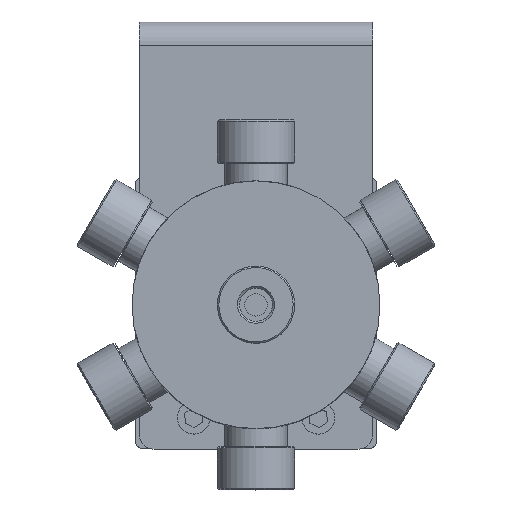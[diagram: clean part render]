
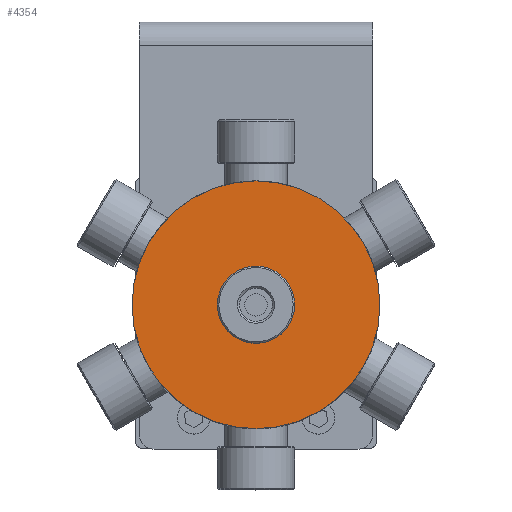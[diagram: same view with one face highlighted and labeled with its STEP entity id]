
A CAD part, top view. The second image highlights one B-rep face of the part: STEP entity #4354.
In plain terms, the highlighted planar face has unit normal (0, 0, 1).
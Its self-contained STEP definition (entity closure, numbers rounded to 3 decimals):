
#4139=CARTESIAN_POINT('',(20.955,-4.318,112.358));
#4140=VERTEX_POINT('',#4139);
#4141=CARTESIAN_POINT('',(20.955,20.955,112.358));
#4142=DIRECTION('',(0.0,0.0,-1.0));
#4143=DIRECTION('',(0.0,1.0,0.0));
#4144=AXIS2_PLACEMENT_3D('',#4141,#4142,#4143);
#4145=CIRCLE('',#4144,25.273);
#4146=EDGE_CURVE('',#4140,#4140,#4145,.T.);
#4335=CARTESIAN_POINT('',(20.955,20.955,112.358));
#4336=DIRECTION('',(0.0,0.0,-1.0));
#4337=DIRECTION('',(0.0,1.0,0.0));
#4338=AXIS2_PLACEMENT_3D('',#4335,#4336,#4337);
#4339=PLANE('',#4338);
#4340=ORIENTED_EDGE('',*,*,#4146,.F.);
#4341=EDGE_LOOP('',(#4340));
#4342=FACE_OUTER_BOUND('',#4341,.T.);
#4343=CARTESIAN_POINT('',(20.955,14.455,112.358));
#4344=VERTEX_POINT('',#4343);
#4345=CARTESIAN_POINT('',(20.955,20.955,112.358));
#4346=DIRECTION('',(0.0,0.0,-1.0));
#4347=DIRECTION('',(0.0,-1.0,0.0));
#4348=AXIS2_PLACEMENT_3D('',#4345,#4346,#4347);
#4349=CIRCLE('',#4348,6.5);
#4350=EDGE_CURVE('',#4344,#4344,#4349,.T.);
#4351=ORIENTED_EDGE('',*,*,#4350,.T.);
#4352=EDGE_LOOP('',(#4351));
#4353=FACE_BOUND('',#4352,.T.);
#4354=ADVANCED_FACE('',(#4342,#4353),#4339,.F.);
